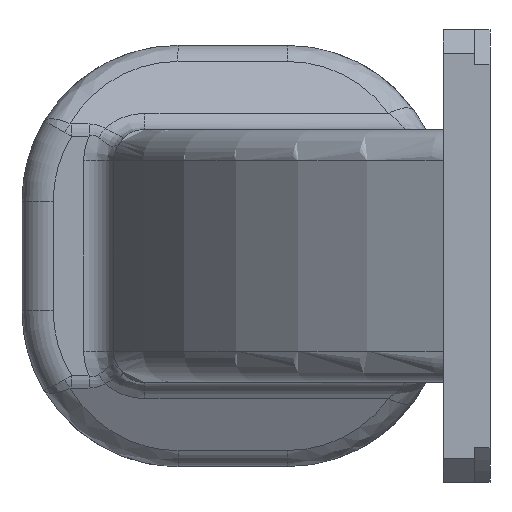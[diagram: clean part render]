
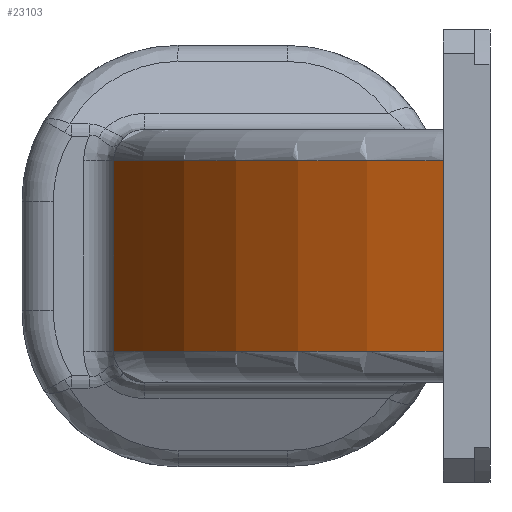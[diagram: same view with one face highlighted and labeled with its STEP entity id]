
A CAD part, left-side view. The second image highlights one B-rep face of the part: STEP entity #23103.
In plain terms, the highlighted cylindrical face has radius 34.5 mm (diameter 69 mm), a partial arc.
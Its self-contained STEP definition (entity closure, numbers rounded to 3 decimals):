
#6305=DIRECTION('',(0.,0.,1.));
#6306=VECTOR('',#6305,12.2);
#6307=CARTESIAN_POINT('',(-17.44,23.126,
-6.1));
#6308=LINE('1280',#6307,#6306);
#6309=CARTESIAN_POINT('',(-7.8,-10.,6.1));
#6310=DIRECTION('',(0.,0.,1.));
#6311=DIRECTION('',(-0.279,0.96,0.));
#6312=AXIS2_PLACEMENT_3D('',#6309,#6310,#6311);
#6314=DIRECTION('',(0.,0.,1.));
#6315=VECTOR('',#6314,12.2);
#6316=CARTESIAN_POINT('',(-40.146,2.,-6.1));
#6317=LINE('1277',#6316,#6315);
#6318=CARTESIAN_POINT('',(-7.8,-10.,-6.1));
#6319=DIRECTION('',(0.,0.,-1.));
#6320=DIRECTION('',(-0.938,0.348,0.));
#6321=AXIS2_PLACEMENT_3D('',#6318,#6319,#6320);
#9817=CARTESIAN_POINT('',(-40.146,2.,-6.1));
#9818=CARTESIAN_POINT('',(-40.146,2.,6.1));
#9819=VERTEX_POINT('',#9817);
#9820=VERTEX_POINT('',#9818);
#9823=CARTESIAN_POINT('',(-17.44,23.126,
-6.1));
#9824=CARTESIAN_POINT('',(-17.44,23.126,6.1));
#9825=VERTEX_POINT('',#9823);
#9826=VERTEX_POINT('',#9824);
#23091=CARTESIAN_POINT('',(-7.8,-10.,-8.1));
#23092=DIRECTION('',(0.,0.,1.));
#23093=DIRECTION('',(1.,0.,0.));
#23094=AXIS2_PLACEMENT_3D('',#23091,#23092,#23093);
#23095=CYLINDRICAL_SURFACE('294',#23094,34.5);
#23096=ORIENTED_EDGE('1280',*,*,#23075,.T.);
#23097=ORIENTED_EDGE('1284',*,*,#22910,.T.);
#23098=ORIENTED_EDGE('1277',*,*,#12738,.F.);
#23100=ORIENTED_EDGE('1282',*,*,#23099,.T.);
#23101=EDGE_LOOP('294',(#23096,#23097,#23098,#23100));
#23102=FACE_OUTER_BOUND('294',#23101,.F.);
#6313=CIRCLE('1284',#6312,34.5);
#6322=CIRCLE('1282',#6321,34.5);
#12738=EDGE_CURVE('1277',#9819,#9820,#6317,.T.);
#22910=EDGE_CURVE('1284',#9826,#9820,#6313,.T.);
#23075=EDGE_CURVE('1280',#9825,#9826,#6308,.T.);
#23099=EDGE_CURVE('1282',#9819,#9825,#6322,.T.);
#23103=ADVANCED_FACE('294',(#23102),#23095,.T.);
